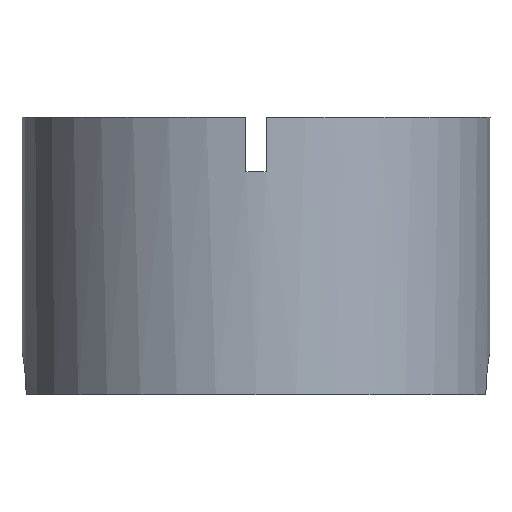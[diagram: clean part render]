
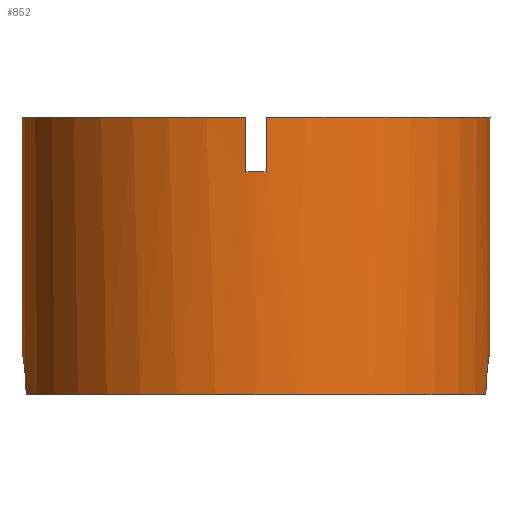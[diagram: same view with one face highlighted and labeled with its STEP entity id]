
A CAD part, left-side view. The second image highlights one B-rep face of the part: STEP entity #852.
In plain terms, the highlighted cylindrical face has radius 8.6 mm (diameter 17.2 mm), a full revolution.
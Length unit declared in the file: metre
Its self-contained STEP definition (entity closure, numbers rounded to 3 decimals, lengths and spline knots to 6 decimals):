
#14=B_SPLINE_CURVE_WITH_KNOTS('',3,(#1355,#1356,#1357,#1358,#1359,#1360,
#1361),.UNSPECIFIED.,.F.,.F.,(4,1,1,1,4),(0.,0.001253,0.002506,
0.003759,0.005012),.UNSPECIFIED.);
#15=B_SPLINE_CURVE_WITH_KNOTS('',3,(#1362,#1363,#1364,#1365,#1366,#1367,
#1368),.UNSPECIFIED.,.F.,.F.,(4,1,1,1,4),(0.,0.001253,0.002506,
0.003759,0.005012),.UNSPECIFIED.);
#20=CYLINDRICAL_SURFACE('',#931,0.0086);
#66=LINE('',#1369,#153);
#67=LINE('',#1373,#154);
#68=LINE('',#1374,#155);
#69=LINE('',#1378,#156);
#153=VECTOR('',#1080,1.);
#154=VECTOR('',#1083,1.);
#155=VECTOR('',#1084,1.);
#156=VECTOR('',#1087,1.);
#266=ORIENTED_EDGE('',*,*,#506,.T.);
#267=ORIENTED_EDGE('',*,*,#520,.T.);
#268=ORIENTED_EDGE('',*,*,#466,.T.);
#269=ORIENTED_EDGE('',*,*,#521,.T.);
#270=ORIENTED_EDGE('',*,*,#479,.T.);
#271=ORIENTED_EDGE('',*,*,#522,.F.);
#272=ORIENTED_EDGE('',*,*,#523,.T.);
#273=ORIENTED_EDGE('',*,*,#524,.T.);
#274=ORIENTED_EDGE('',*,*,#475,.T.);
#275=ORIENTED_EDGE('',*,*,#525,.F.);
#276=ORIENTED_EDGE('',*,*,#526,.T.);
#277=ORIENTED_EDGE('',*,*,#527,.T.);
#466=EDGE_CURVE('',#596,#597,#681,.T.);
#475=EDGE_CURVE('',#602,#605,#683,.T.);
#479=EDGE_CURVE('',#607,#609,#685,.T.);
#506=EDGE_CURVE('',#636,#637,#699,.T.);
#520=EDGE_CURVE('',#637,#596,#14,.T.);
#521=EDGE_CURVE('',#597,#636,#15,.T.);
#522=EDGE_CURVE('',#646,#609,#66,.T.);
#523=EDGE_CURVE('',#646,#647,#701,.T.);
#524=EDGE_CURVE('',#647,#602,#67,.T.);
#525=EDGE_CURVE('',#648,#605,#68,.T.);
#526=EDGE_CURVE('',#648,#649,#702,.T.);
#527=EDGE_CURVE('',#649,#607,#69,.T.);
#596=VERTEX_POINT('',#1244);
#597=VERTEX_POINT('',#1245);
#602=VERTEX_POINT('',#1257);
#605=VERTEX_POINT('',#1262);
#607=VERTEX_POINT('',#1267);
#609=VERTEX_POINT('',#1271);
#636=VERTEX_POINT('',#1329);
#637=VERTEX_POINT('',#1330);
#646=VERTEX_POINT('',#1370);
#647=VERTEX_POINT('',#1372);
#648=VERTEX_POINT('',#1375);
#649=VERTEX_POINT('',#1377);
#681=CIRCLE('',#904,0.0086);
#683=CIRCLE('',#907,0.0086);
#685=CIRCLE('',#910,0.0086);
#699=CIRCLE('',#927,0.0086);
#701=CIRCLE('',#932,0.0086);
#702=CIRCLE('',#933,0.0086);
#726=EDGE_LOOP('',(#266,#267,#268,#269));
#727=EDGE_LOOP('',(#270,#271,#272,#273,#274,#275,#276,#277));
#773=FACE_BOUND('',#726,.T.);
#774=FACE_BOUND('',#727,.T.);
#852=ADVANCED_FACE('',(#773,#774),#20,.T.);
#904=AXIS2_PLACEMENT_3D('',#1243,#990,#991);
#907=AXIS2_PLACEMENT_3D('',#1263,#1003,#1004);
#910=AXIS2_PLACEMENT_3D('',#1272,#1011,#1012);
#927=AXIS2_PLACEMENT_3D('',#1328,#1058,#1059);
#931=AXIS2_PLACEMENT_3D('',#1354,#1078,#1079);
#932=AXIS2_PLACEMENT_3D('',#1371,#1081,#1082);
#933=AXIS2_PLACEMENT_3D('',#1376,#1085,#1086);
#990=DIRECTION('',(0.,0.,1.));
#991=DIRECTION('',(1.,0.,0.));
#1003=DIRECTION('',(0.,0.,-1.));
#1004=DIRECTION('',(-1.,0.,0.));
#1011=DIRECTION('',(0.,0.,-1.));
#1012=DIRECTION('',(-1.,0.,0.));
#1058=DIRECTION('',(0.,0.,1.));
#1059=DIRECTION('',(1.,0.,0.));
#1078=DIRECTION('',(0.,0.,1.));
#1079=DIRECTION('',(1.,0.,0.));
#1080=DIRECTION('',(0.,0.,-1.));
#1081=DIRECTION('',(0.,0.,-1.));
#1082=DIRECTION('',(-1.,0.,0.));
#1083=DIRECTION('',(0.,0.,-1.));
#1084=DIRECTION('',(0.,0.,-1.));
#1085=DIRECTION('',(0.,0.,-1.));
#1086=DIRECTION('',(-1.,0.,0.));
#1087=DIRECTION('',(0.,0.,-1.));
#1243=CARTESIAN_POINT('',(0.,0.,-0.0052));
#1244=CARTESIAN_POINT('',(-0.0016,0.00845,-0.0052));
#1245=CARTESIAN_POINT('',(-0.0016,-0.00845,-0.0052));
#1257=CARTESIAN_POINT('',(0.008592,0.000375,0.003));
#1262=CARTESIAN_POINT('',(0.008592,-0.000375,0.003));
#1263=CARTESIAN_POINT('',(0.,0.,0.003));
#1267=CARTESIAN_POINT('',(-0.008592,-0.000375,0.003));
#1271=CARTESIAN_POINT('',(-0.008592,0.000375,0.003));
#1272=CARTESIAN_POINT('',(0.,0.,0.003));
#1328=CARTESIAN_POINT('',(0.,0.,-0.0052));
#1329=CARTESIAN_POINT('',(0.0016,-0.00845,-0.0052));
#1330=CARTESIAN_POINT('',(0.0016,0.00845,-0.0052));
#1354=CARTESIAN_POINT('',(0.,0.,-0.005202));
#1355=CARTESIAN_POINT('',(0.0016,0.00845,-0.0052));
#1356=CARTESIAN_POINT('',(0.0016,0.00845,-0.004776));
#1357=CARTESIAN_POINT('',(0.001253,0.008526,-0.003949));
#1358=CARTESIAN_POINT('',(0.000002,0.008637,-0.003426));
#1359=CARTESIAN_POINT('',(-0.001253,0.008526,-0.003948));
#1360=CARTESIAN_POINT('',(-0.0016,0.00845,-0.004776));
#1361=CARTESIAN_POINT('',(-0.0016,0.00845,-0.0052));
#1362=CARTESIAN_POINT('',(-0.0016,-0.00845,-0.0052));
#1363=CARTESIAN_POINT('',(-0.0016,-0.00845,-0.004776));
#1364=CARTESIAN_POINT('',(-0.001253,-0.008526,-0.003949));
#1365=CARTESIAN_POINT('',(-0.000002,-0.008637,-0.003426));
#1366=CARTESIAN_POINT('',(0.001253,-0.008526,-0.003948));
#1367=CARTESIAN_POINT('',(0.0016,-0.00845,-0.004776));
#1368=CARTESIAN_POINT('',(0.0016,-0.00845,-0.0052));
#1369=CARTESIAN_POINT('',(-0.008592,0.000375,0.005));
#1370=CARTESIAN_POINT('',(-0.008592,0.000375,0.005));
#1371=CARTESIAN_POINT('',(0.,0.,0.005));
#1372=CARTESIAN_POINT('',(0.008592,0.000375,0.005));
#1373=CARTESIAN_POINT('',(0.008592,0.000375,0.005));
#1374=CARTESIAN_POINT('',(0.008592,-0.000375,0.005));
#1375=CARTESIAN_POINT('',(0.008592,-0.000375,0.005));
#1376=CARTESIAN_POINT('',(0.,0.,0.005));
#1377=CARTESIAN_POINT('',(-0.008592,-0.000375,0.005));
#1378=CARTESIAN_POINT('',(-0.008592,-0.000375,0.005));
